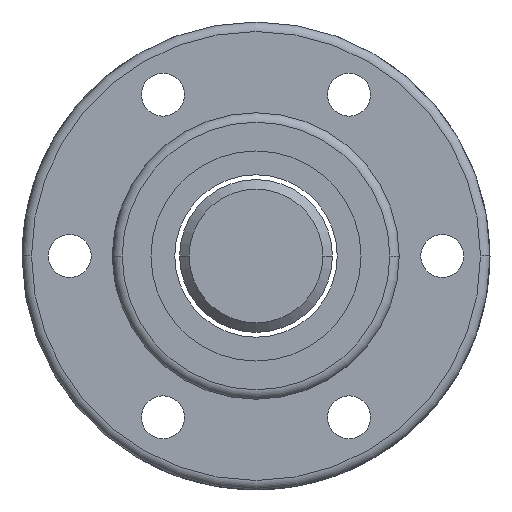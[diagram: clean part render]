
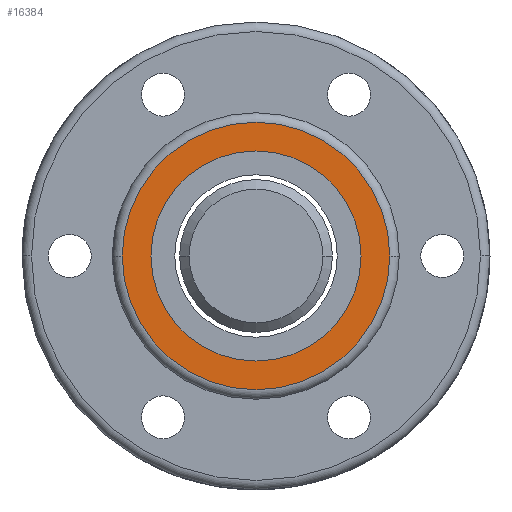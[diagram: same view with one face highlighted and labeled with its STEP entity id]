
A CAD part, left-side view. The second image highlights one B-rep face of the part: STEP entity #16384.
In plain terms, the highlighted planar face has unit normal (-1, 0, 0).
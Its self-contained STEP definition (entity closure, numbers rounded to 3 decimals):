
#572 = AXIS2_PLACEMENT_3D ( 'NONE', #9412, #15258, #23086 ) ;
#912 = VERTEX_POINT ( 'NONE', #22830 ) ;
#942 = DIRECTION ( 'NONE',  ( -1., 0., 0. ) ) ;
#1095 = AXIS2_PLACEMENT_3D ( 'NONE', #16611, #10953, #1110 ) ;
#1110 = DIRECTION ( 'NONE',  ( 0., 1., 0. ) ) ;
#1862 = DIRECTION ( 'NONE',  ( 1., 0., 0. ) ) ;
#3318 = CARTESIAN_POINT ( 'NONE',  ( -95., -11., 0. ) ) ;
#3503 = ORIENTED_EDGE ( 'NONE', *, *, #24241, .F. ) ;
#4091 = DIRECTION ( 'NONE',  ( 0., 1., 0. ) ) ;
#4123 = EDGE_LOOP ( 'NONE', ( #7251, #3503 ) ) ;
#5059 = FACE_BOUND ( 'NONE', #19471, .T. ) ;
#6290 = VERTEX_POINT ( 'NONE', #15164 ) ;
#6911 = ORIENTED_EDGE ( 'NONE', *, *, #13361, .F. ) ;
#7188 = DIRECTION ( 'NONE',  ( -1., 0., 0. ) ) ;
#7251 = ORIENTED_EDGE ( 'NONE', *, *, #18123, .F. ) ;
#7924 = PLANE ( 'NONE',  #24905 ) ;
#7994 = CIRCLE ( 'NONE', #572, 14. ) ;
#9176 = CARTESIAN_POINT ( 'NONE',  ( -95., 0., 0. ) ) ;
#9222 = AXIS2_PLACEMENT_3D ( 'NONE', #10530, #942, #16354 ) ;
#9412 = CARTESIAN_POINT ( 'NONE',  ( -95., 0., 0. ) ) ;
#10530 = CARTESIAN_POINT ( 'NONE',  ( -95., 0., 0. ) ) ;
#10953 = DIRECTION ( 'NONE',  ( 1., 0., 0. ) ) ;
#13361 = EDGE_CURVE ( 'NONE', #23591, #912, #16066, .T. ) ;
#15123 = DIRECTION ( 'NONE',  ( 0., 1., 0. ) ) ;
#15164 = CARTESIAN_POINT ( 'NONE',  ( -95., 14., 0. ) ) ;
#15258 = DIRECTION ( 'NONE',  ( 1., 0., 0. ) ) ;
#15355 = EDGE_CURVE ( 'NONE', #912, #23591, #16045, .T. ) ;
#15572 = CARTESIAN_POINT ( 'NONE',  ( -95., 12.5, 0. ) ) ;
#16045 = CIRCLE ( 'NONE', #9222, 11. ) ;
#16066 = CIRCLE ( 'NONE', #21923, 11. ) ;
#16354 = DIRECTION ( 'NONE',  ( 0., 1., 0. ) ) ;
#16384 = ADVANCED_FACE ( 'NONE', ( #19008, #5059 ), #7924, .F. ) ;
#16611 = CARTESIAN_POINT ( 'NONE',  ( -95., 0., 0. ) ) ;
#17181 = ORIENTED_EDGE ( 'NONE', *, *, #15355, .F. ) ;
#18123 = EDGE_CURVE ( 'NONE', #6290, #24119, #22913, .T. ) ;
#18571 = CARTESIAN_POINT ( 'NONE',  ( -95., -14., 0. ) ) ;
#19008 = FACE_OUTER_BOUND ( 'NONE', #4123, .T. ) ;
#19471 = EDGE_LOOP ( 'NONE', ( #17181, #6911 ) ) ;
#21923 = AXIS2_PLACEMENT_3D ( 'NONE', #9176, #7188, #15123 ) ;
#22830 = CARTESIAN_POINT ( 'NONE',  ( -95., 11., 0. ) ) ;
#22913 = CIRCLE ( 'NONE', #1095, 14. ) ;
#23086 = DIRECTION ( 'NONE',  ( 0., 1., 0. ) ) ;
#23591 = VERTEX_POINT ( 'NONE', #3318 ) ;
#24119 = VERTEX_POINT ( 'NONE', #18571 ) ;
#24241 = EDGE_CURVE ( 'NONE', #24119, #6290, #7994, .T. ) ;
#24905 = AXIS2_PLACEMENT_3D ( 'NONE', #15572, #1862, #4091 ) ;
